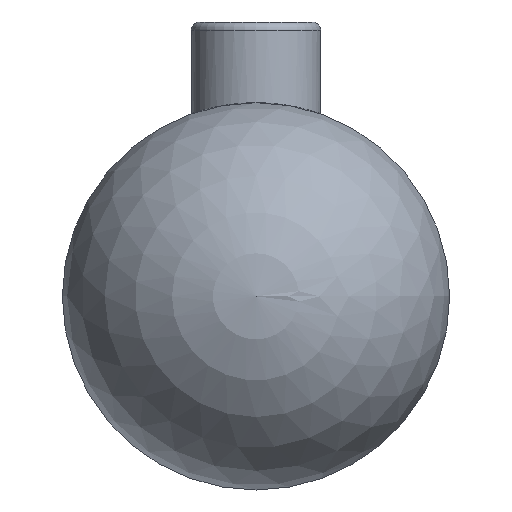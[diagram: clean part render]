
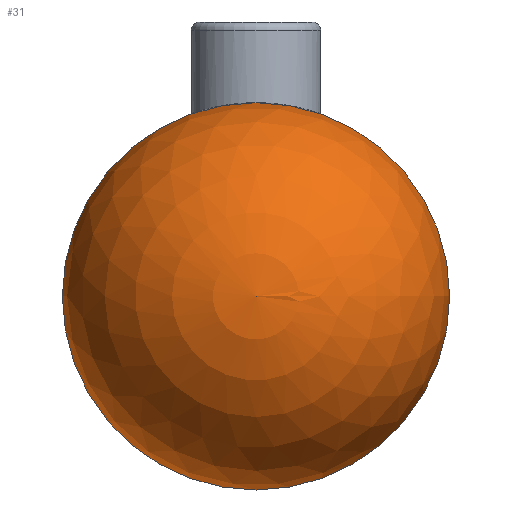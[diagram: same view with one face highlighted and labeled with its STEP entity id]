
A CAD part, front view. The second image highlights one B-rep face of the part: STEP entity #31.
In plain terms, the highlighted spherical face has radius 6 mm.
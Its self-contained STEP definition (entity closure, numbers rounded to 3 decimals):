
#10 = EDGE_CURVE ( 'NONE', #346, #344, #300, .T. ) ;
#29 = EDGE_CURVE ( 'NONE', #344, #346, #294, .T. ) ;
#31 = ADVANCED_FACE ( 'NONE', ( #252 ), #246, .T. ) ;
#48 = EDGE_LOOP ( 'NONE', ( #419, #412 ) ) ;
#122 = CARTESIAN_POINT ( 'NONE',  ( 0., 6., -6. ) ) ;
#126 = CARTESIAN_POINT ( 'NONE',  ( 0., 6., 6. ) ) ;
#219 = DIRECTION ( 'NONE',  ( 0., 1., 0. ) ) ;
#222 = DIRECTION ( 'NONE',  ( 1., 0., 0. ) ) ;
#245 = CARTESIAN_POINT ( 'NONE',  ( 0., 6., 0. ) ) ;
#246 = SPHERICAL_SURFACE ( 'NONE', #314, 6. ) ;
#250 = DIRECTION ( 'NONE',  ( 0., 0., -1. ) ) ;
#252 = FACE_OUTER_BOUND ( 'NONE', #48, .T. ) ;
#255 = CARTESIAN_POINT ( 'NONE',  ( 0., 6., 0. ) ) ;
#257 = DIRECTION ( 'NONE',  ( 0., 1., 0. ) ) ;
#294 = CIRCLE ( 'NONE', #322, 6. ) ;
#300 = CIRCLE ( 'NONE', #329, 6. ) ;
#314 = AXIS2_PLACEMENT_3D ( 'NONE', #255, #219, #222 ) ;
#322 = AXIS2_PLACEMENT_3D ( 'NONE', #245, #257, #250 ) ;
#329 = AXIS2_PLACEMENT_3D ( 'NONE', #385, #396, #369 ) ;
#344 = VERTEX_POINT ( 'NONE', #126 ) ;
#346 = VERTEX_POINT ( 'NONE', #122 ) ;
#369 = DIRECTION ( 'NONE',  ( 0., 0., -1. ) ) ;
#385 = CARTESIAN_POINT ( 'NONE',  ( 0., 6., 0. ) ) ;
#396 = DIRECTION ( 'NONE',  ( 0., 1., 0. ) ) ;
#412 = ORIENTED_EDGE ( 'NONE', *, *, #29, .F. ) ;
#419 = ORIENTED_EDGE ( 'NONE', *, *, #10, .F. ) ;
